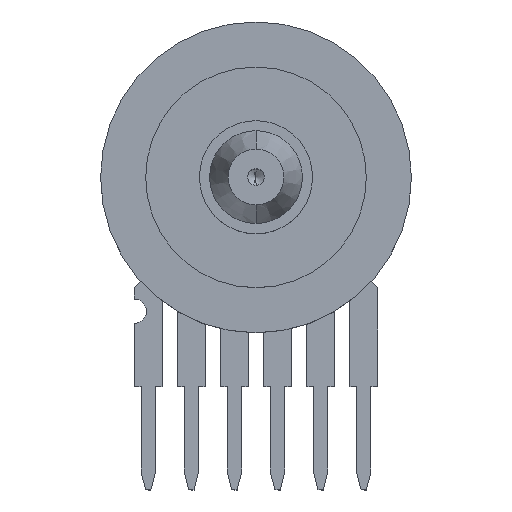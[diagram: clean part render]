
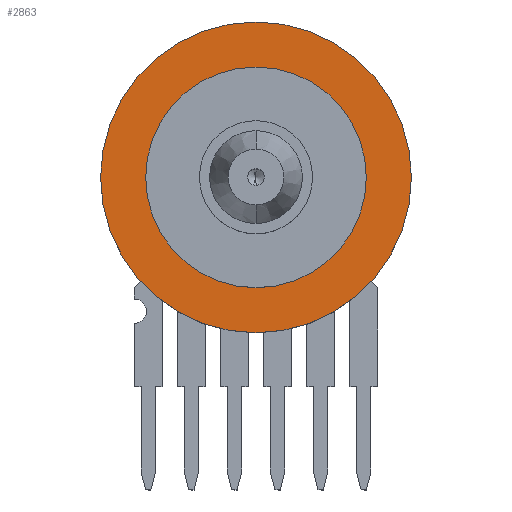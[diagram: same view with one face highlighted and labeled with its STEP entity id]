
A CAD part, top view. The second image highlights one B-rep face of the part: STEP entity #2863.
In plain terms, the highlighted planar face has unit normal (0, 0, 1).
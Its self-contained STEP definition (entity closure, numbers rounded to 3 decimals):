
#1664 = CARTESIAN_POINT ( 'NONE',  ( 0., -9.159, 4.824 ) ) ;
#1665 = DIRECTION ( 'NONE',  ( 0., -1., 0. ) ) ;
#1666 = DIRECTION ( 'NONE',  ( 0., 0., 1. ) ) ;
#1667 = CARTESIAN_POINT ( 'NONE',  ( 0., 0., 4.824 ) ) ;
#1668 = AXIS2_PLACEMENT_3D ( 'NONE', #1667, #1666, #1665 ) ;
#1669 = CIRCLE ( 'NONE', #1668, 9.159 ) ;
#1670 = CARTESIAN_POINT ( 'NONE',  ( 0., 9.159, 4.824 ) ) ;
#1692 = CARTESIAN_POINT ( 'NONE',  ( 0., 6.504, 4.824 ) ) ;
#1693 = CARTESIAN_POINT ( 'NONE',  ( 0., -6.504, 4.824 ) ) ;
#1694 = DIRECTION ( 'NONE',  ( 0., -1., 0. ) ) ;
#1695 = DIRECTION ( 'NONE',  ( 0., 0., 1. ) ) ;
#1696 = CARTESIAN_POINT ( 'NONE',  ( 0., 0., 4.824 ) ) ;
#1697 = AXIS2_PLACEMENT_3D ( 'NONE', #1696, #1695, #1694 ) ;
#1698 = CIRCLE ( 'NONE', #1697, 6.504 ) ;
#1894 = FACE_OUTER_BOUND ( 'NONE', #2689, .T. ) ;
#1895 = FACE_BOUND ( 'NONE', #3038, .T. ) ;
#1896 = PLANE ( 'NONE',  #1923 ) ;
#1902 = CIRCLE ( 'NONE', #1911, 6.504 ) ;
#1910 = CARTESIAN_POINT ( 'NONE',  ( 0., 0., 4.824 ) ) ;
#1911 = AXIS2_PLACEMENT_3D ( 'NONE', #1910, #1914, #1913 ) ;
#1913 = DIRECTION ( 'NONE',  ( 0., -1., 0. ) ) ;
#1914 = DIRECTION ( 'NONE',  ( 0., 0., 1. ) ) ;
#1920 = DIRECTION ( 'NONE',  ( 0., 1., 0. ) ) ;
#1921 = DIRECTION ( 'NONE',  ( 0., 0., -1. ) ) ;
#1922 = CARTESIAN_POINT ( 'NONE',  ( 0., 9.159, 4.824 ) ) ;
#1923 = AXIS2_PLACEMENT_3D ( 'NONE', #1922, #1921, #1920 ) ;
#2009 = DIRECTION ( 'NONE',  ( 0., 0., 1. ) ) ;
#2010 = CARTESIAN_POINT ( 'NONE',  ( 0., 0., 4.824 ) ) ;
#2011 = AXIS2_PLACEMENT_3D ( 'NONE', #2010, #2009, #2069 ) ;
#2020 = CIRCLE ( 'NONE', #2011, 9.159 ) ;
#2069 = DIRECTION ( 'NONE',  ( 0., -1., 0. ) ) ;
#2689 = EDGE_LOOP ( 'NONE', ( #2842, #2968 ) ) ;
#2690 = ORIENTED_EDGE ( 'NONE', *, *, #2846, .F. ) ;
#2764 = EDGE_CURVE ( 'NONE', #2765, #2766, #1698, .T. ) ;
#2765 = VERTEX_POINT ( 'NONE', #1693 ) ;
#2766 = VERTEX_POINT ( 'NONE', #1692 ) ;
#2777 = VERTEX_POINT ( 'NONE', #1670 ) ;
#2779 = EDGE_CURVE ( 'NONE', #2780, #2777, #1669, .T. ) ;
#2780 = VERTEX_POINT ( 'NONE', #1664 ) ;
#2842 = ORIENTED_EDGE ( 'NONE', *, *, #2779, .T. ) ;
#2846 = EDGE_CURVE ( 'NONE', #2766, #2765, #1902, .T. ) ;
#2863 = ADVANCED_FACE ( 'NONE', ( #1895, #1894 ), #1896, .F. ) ;
#2963 = EDGE_CURVE ( 'NONE', #2777, #2780, #2020, .T. ) ;
#2964 = ORIENTED_EDGE ( 'NONE', *, *, #2764, .F. ) ;
#2968 = ORIENTED_EDGE ( 'NONE', *, *, #2963, .T. ) ;
#3038 = EDGE_LOOP ( 'NONE', ( #2964, #2690 ) ) ;
